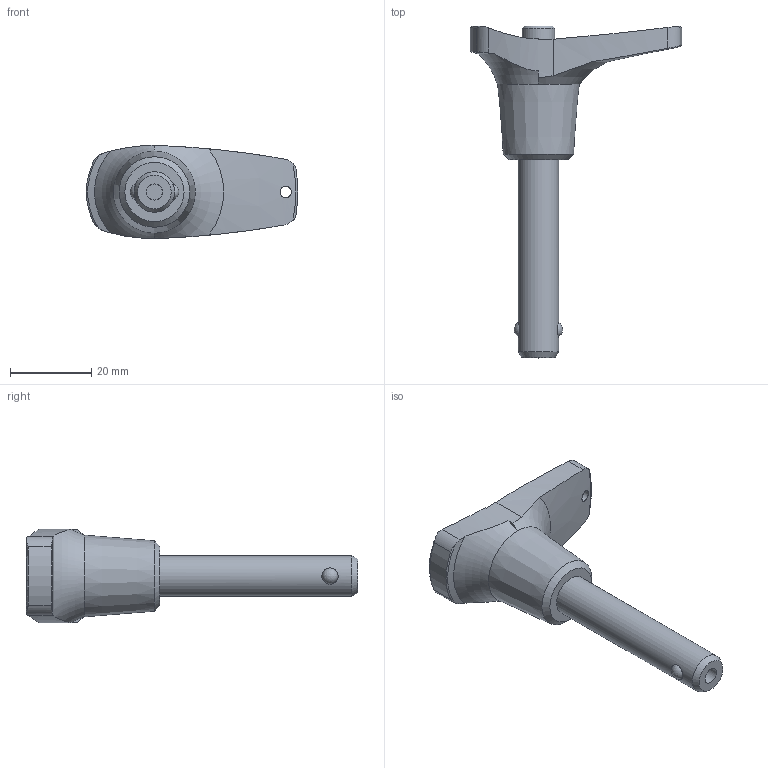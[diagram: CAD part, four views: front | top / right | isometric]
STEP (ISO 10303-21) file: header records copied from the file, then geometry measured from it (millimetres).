
FILE_DESCRIPTION( ( 'STEP AP214' ), '1' );
FILE_NAME( 'K0792.1035100400.stp', '2020-12-10T14:14:26', ( '' ), ( '' ), ' ', 'PARTsolutions', ' ' );
FILE_SCHEMA( ( 'AUTOMOTIVE_DESIGN { 1 0 10303 214 1 1 1 1 }' ) );
Length unit declared in the file: millimetre
Products named in the file (1): _K0792.1035100400
Bounding box: 52.14 x 81.9 x 23 mm (x, y, z)
Volume: 16643.9 mm3; surface area: 7838.3 mm2
Topology: 1 solids, 1 shells, 53 faces, 132 edges, 85 vertices
Faces by surface type: cylinder 21, plane 12, cone 10, torus 7, sphere 2, bspline 1
Full cylindrical faces by diameter (mm): 1.96 x1, 2.8 x1, 3.98 x2, 4 x4, 8 x1, 8.02 x1, 10 x1
Entity records: 2397 total; most frequent: CARTESIAN_POINT 847, DIRECTION 214, ORIENTED_EDGE 212, EDGE_CURVE 106, AXIS2_PLACEMENT_3D 99, EDGE_LOOP 82, VERTEX_POINT 80, FACE_OUTER_BOUND 64
